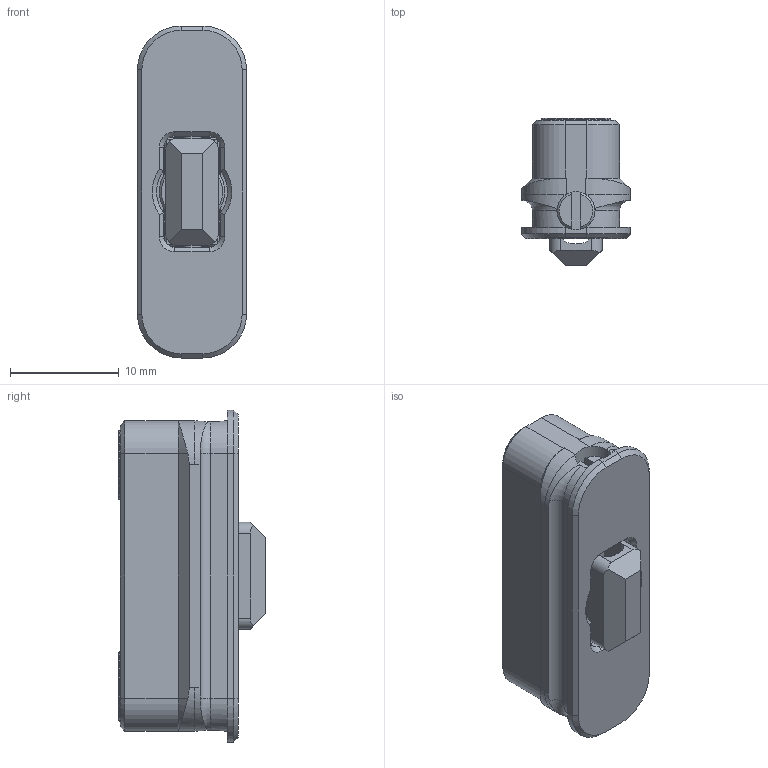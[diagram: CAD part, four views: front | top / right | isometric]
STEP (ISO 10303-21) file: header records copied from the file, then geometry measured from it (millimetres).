
FILE_DESCRIPTION(/* description */ (''),/* implementation_level */ '2;1');
FILE_NAME(/* name */ 'M2_Unclid_v9.step',/* time_stamp */ '2022-05-13T22:35:22+02:00',/* author */ (''),/* organization */ (''),/* preprocessor_version */ 'ST-DEVELOPER v18.1',/* originating_system */ 'Autodesk Translation Framework v10.14.0.1471',/* authorisation */ '');
FILE_SCHEMA (('AUTOMOTIVE_DESIGN { 1 0 10303 214 3 1 1 }'));
Length unit declared in the file: millimetre
Products named in the file (2): unclid_m2; Probe
Assembly tree (1 placements, depth 2):
  unclid_m2
    Probe
Bounding box: 10 x 13.47 x 30.47 mm (x, y, z)
Volume: 2296.2 mm3; surface area: 3136.2 mm2
Topology: 10 solids, 10 shells, 206 faces, 507 edges, 322 vertices
Faces by surface type: plane 113, cylinder 57, cone 28, torus 8
Full cylindrical faces by diameter (mm): 1.4 x2, 1.75 x6, 2.616 x2, 3.5 x6, 6 x1, 6.35 x2, 6.5 x2
Entity records: 6341 total; most frequent: CARTESIAN_POINT 1324, DIRECTION 1061, ORIENTED_EDGE 1014, EDGE_CURVE 507, AXIS2_PLACEMENT_3D 391, VERTEX_POINT 322, LINE 279, VECTOR 279
